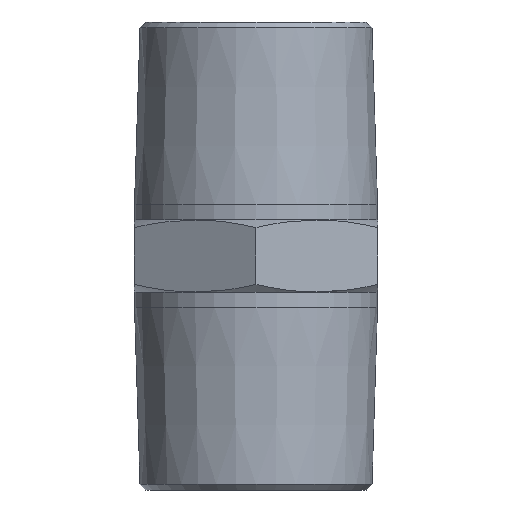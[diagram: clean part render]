
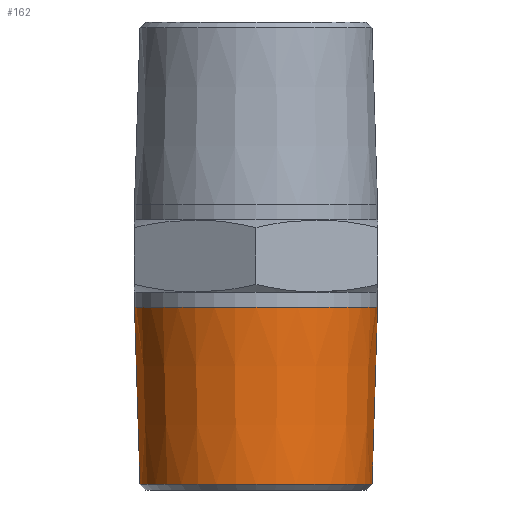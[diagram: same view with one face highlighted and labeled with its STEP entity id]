
A CAD part, front view. The second image highlights one B-rep face of the part: STEP entity #162.
In plain terms, the highlighted conical face has half-angle 1.78 degrees and reference radius 13.5 mm.
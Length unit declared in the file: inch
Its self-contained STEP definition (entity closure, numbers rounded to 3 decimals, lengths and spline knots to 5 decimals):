
#44 = ORIENTED_EDGE ( 'NONE', *, *, #585, .T. ) ;
#129 = AXIS2_PLACEMENT_3D ( 'NONE', #965, #145, #1042 ) ;
#145 = DIRECTION ( 'NONE',  ( 0., 0., 1. ) ) ;
#159 = CIRCLE ( 'NONE', #843, 0.50744 ) ;
#162 = ADVANCED_FACE ( 'NONE', ( #528 ), #980, .T. ) ;
#173 = DIRECTION ( 'NONE',  ( 0., 0., 1. ) ) ;
#191 = VERTEX_POINT ( 'NONE', #195 ) ;
#193 = AXIS2_PLACEMENT_3D ( 'NONE', #366, #932, #860 ) ;
#195 = CARTESIAN_POINT ( 'NONE',  ( -0.50744, 0., -0.99782 ) ) ;
#196 = CARTESIAN_POINT ( 'NONE',  ( 0.5315, 0., -0.22362 ) ) ;
#238 = EDGE_CURVE ( 'NONE', #191, #286, #884, .T. ) ;
#254 = VERTEX_POINT ( 'NONE', #808 ) ;
#262 = EDGE_CURVE ( 'NONE', #286, #872, #563, .T. ) ;
#286 = VERTEX_POINT ( 'NONE', #1045 ) ;
#340 = EDGE_LOOP ( 'NONE', ( #543, #439, #44, #770 ) ) ;
#366 = CARTESIAN_POINT ( 'NONE',  ( 0., 0., -0.22362 ) ) ;
#378 = VECTOR ( 'NONE', #1020, 39.37008 ) ;
#439 = ORIENTED_EDGE ( 'NONE', *, *, #820, .T. ) ;
#480 = CARTESIAN_POINT ( 'NONE',  ( -0.5315, 0., -0.22362 ) ) ;
#528 = FACE_OUTER_BOUND ( 'NONE', #340, .T. ) ;
#543 = ORIENTED_EDGE ( 'NONE', *, *, #238, .F. ) ;
#563 = CIRCLE ( 'NONE', #129, 0.5315 ) ;
#574 = CARTESIAN_POINT ( 'NONE',  ( 0., 0., -0.99782 ) ) ;
#585 = EDGE_CURVE ( 'NONE', #254, #872, #848, .T. ) ;
#770 = ORIENTED_EDGE ( 'NONE', *, *, #262, .F. ) ;
#773 = CARTESIAN_POINT ( 'NONE',  ( 0.5315, 0., -0.22362 ) ) ;
#808 = CARTESIAN_POINT ( 'NONE',  ( 0.50744, 0., -0.99782 ) ) ;
#820 = EDGE_CURVE ( 'NONE', #191, #254, #159, .T. ) ;
#826 = DIRECTION ( 'NONE',  ( 1., 0., 0. ) ) ;
#843 = AXIS2_PLACEMENT_3D ( 'NONE', #574, #173, #826 ) ;
#848 = LINE ( 'NONE', #196, #378 ) ;
#860 = DIRECTION ( 'NONE',  ( 1., 0., 0. ) ) ;
#872 = VERTEX_POINT ( 'NONE', #773 ) ;
#884 = LINE ( 'NONE', #480, #927 ) ;
#927 = VECTOR ( 'NONE', #957, 39.37008 ) ;
#932 = DIRECTION ( 'NONE',  ( 0., 0., 1. ) ) ;
#957 = DIRECTION ( 'NONE',  ( -0.031, 0., 1. ) ) ;
#965 = CARTESIAN_POINT ( 'NONE',  ( 0., 0., -0.22362 ) ) ;
#980 = CONICAL_SURFACE ( 'NONE', #193, 0.5315, 0.031 ) ;
#1020 = DIRECTION ( 'NONE',  ( 0.031, 0., 1. ) ) ;
#1042 = DIRECTION ( 'NONE',  ( 1., 0., 0. ) ) ;
#1045 = CARTESIAN_POINT ( 'NONE',  ( -0.5315, 0., -0.22362 ) ) ;
